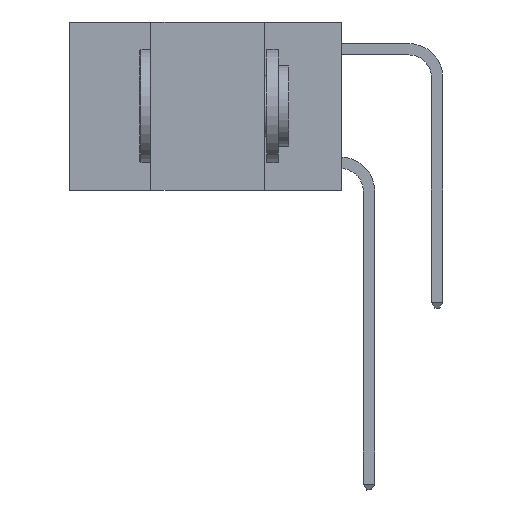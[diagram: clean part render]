
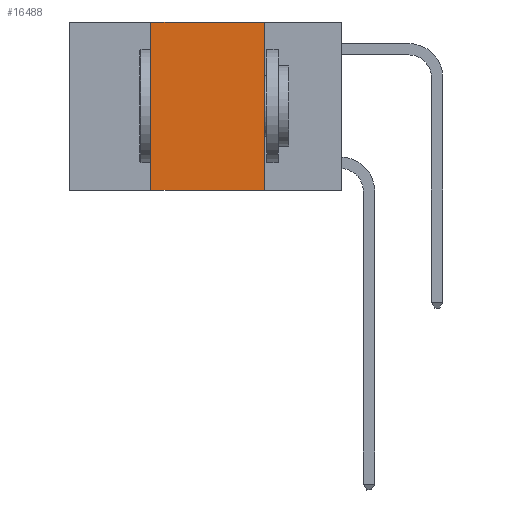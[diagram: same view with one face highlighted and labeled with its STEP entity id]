
A CAD part, left-side view. The second image highlights one B-rep face of the part: STEP entity #16488.
In plain terms, the highlighted planar face has unit normal (-1, 0, 0).
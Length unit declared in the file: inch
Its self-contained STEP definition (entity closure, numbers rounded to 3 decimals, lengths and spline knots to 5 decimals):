
#57 = CARTESIAN_POINT ( 'NONE',  ( 0., 0.42, 0. ) ) ;
#249 = CARTESIAN_POINT ( 'NONE',  ( 0., 0.6, -0.37 ) ) ;
#467 = VECTOR ( 'NONE', #8726, 39.37008 ) ;
#474 = CARTESIAN_POINT ( 'NONE',  ( 0., 0.42, -0.37 ) ) ;
#1073 = VERTEX_POINT ( 'NONE', #474 ) ;
#2122 = ORIENTED_EDGE ( 'NONE', *, *, #13119, .F. ) ;
#3492 = DIRECTION ( 'NONE',  ( 0., -1., 0. ) ) ;
#3864 = VECTOR ( 'NONE', #3492, 39.37008 ) ;
#4298 = DIRECTION ( 'NONE',  ( 1., 0., 0. ) ) ;
#5080 = LINE ( 'NONE', #14832, #3864 ) ;
#5175 = DIRECTION ( 'NONE',  ( 0., -1., 0. ) ) ;
#5278 = VERTEX_POINT ( 'NONE', #15861 ) ;
#6500 = EDGE_CURVE ( 'NONE', #10660, #5278, #5080, .T. ) ;
#6511 = CARTESIAN_POINT ( 'NONE',  ( 0., 0.6, 0. ) ) ;
#6911 = ORIENTED_EDGE ( 'NONE', *, *, #10591, .T. ) ;
#7347 = ORIENTED_EDGE ( 'NONE', *, *, #6500, .F. ) ;
#8060 = DIRECTION ( 'NONE',  ( 0., 0., 1. ) ) ;
#8726 = DIRECTION ( 'NONE',  ( 0., 0., -1. ) ) ;
#8911 = VECTOR ( 'NONE', #5175, 39.37008 ) ;
#9778 = LINE ( 'NONE', #57, #14172 ) ;
#10591 = EDGE_CURVE ( 'NONE', #1073, #15630, #16112, .T. ) ;
#10660 = VERTEX_POINT ( 'NONE', #14920 ) ;
#11742 = EDGE_LOOP ( 'NONE', ( #2122, #7347, #16884, #6911 ) ) ;
#12921 = PLANE ( 'NONE',  #17295 ) ;
#13119 = EDGE_CURVE ( 'NONE', #5278, #15630, #16453, .T. ) ;
#13930 = FACE_OUTER_BOUND ( 'NONE', #11742, .T. ) ;
#14172 = VECTOR ( 'NONE', #8060, 39.37008 ) ;
#14789 = EDGE_CURVE ( 'NONE', #1073, #10660, #9778, .T. ) ;
#14832 = CARTESIAN_POINT ( 'NONE',  ( 0., 0.6, 0. ) ) ;
#14844 = CARTESIAN_POINT ( 'NONE',  ( 0., 0.17, 0. ) ) ;
#14920 = CARTESIAN_POINT ( 'NONE',  ( 0., 0.42, 0. ) ) ;
#15630 = VERTEX_POINT ( 'NONE', #17760 ) ;
#15861 = CARTESIAN_POINT ( 'NONE',  ( 0., 0.17, 0. ) ) ;
#16112 = LINE ( 'NONE', #249, #8911 ) ;
#16453 = LINE ( 'NONE', #14844, #467 ) ;
#16488 = ADVANCED_FACE ( 'NONE', ( #13930 ), #12921, .F. ) ;
#16884 = ORIENTED_EDGE ( 'NONE', *, *, #14789, .F. ) ;
#17232 = DIRECTION ( 'NONE',  ( 0., 0., -1. ) ) ;
#17295 = AXIS2_PLACEMENT_3D ( 'NONE', #6511, #4298, #17232 ) ;
#17760 = CARTESIAN_POINT ( 'NONE',  ( 0., 0.17, -0.37 ) ) ;
